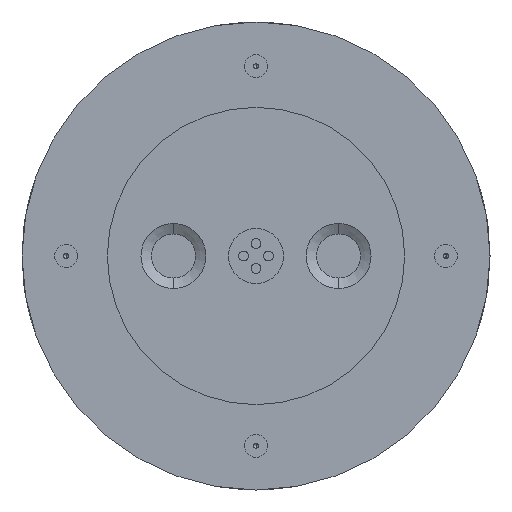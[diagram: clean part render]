
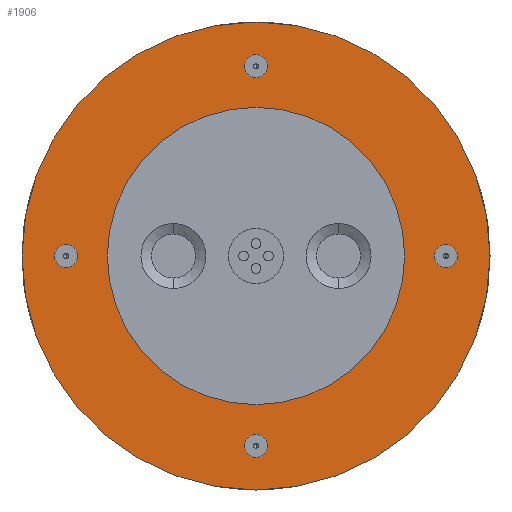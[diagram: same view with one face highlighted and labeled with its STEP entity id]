
A CAD part, left-side view. The second image highlights one B-rep face of the part: STEP entity #1906.
In plain terms, the highlighted planar face has unit normal (-1, 0, 0).
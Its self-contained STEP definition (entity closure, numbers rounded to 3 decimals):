
#6 = AXIS2_PLACEMENT_3D ( 'NONE', #425, #340, #334 ) ;
#123 = DIRECTION ( 'NONE',  ( 0., 0., 1. ) ) ;
#131 = DIRECTION ( 'NONE',  ( 0., 0., -1. ) ) ;
#160 = DIRECTION ( 'NONE',  ( -1., 0., 0. ) ) ;
#162 = AXIS2_PLACEMENT_3D ( 'NONE', #422, #206, #174 ) ;
#174 = DIRECTION ( 'NONE',  ( 0., 0., -1. ) ) ;
#179 = CARTESIAN_POINT ( 'NONE',  ( 2., -34.5, 0. ) ) ;
#206 = DIRECTION ( 'NONE',  ( 1., 0., 0. ) ) ;
#305 = CARTESIAN_POINT ( 'NONE',  ( 2., 0., 34.5 ) ) ;
#328 = AXIS2_PLACEMENT_3D ( 'NONE', #2874, #2856, #2842 ) ;
#334 = DIRECTION ( 'NONE',  ( 0., 0., 1. ) ) ;
#340 = DIRECTION ( 'NONE',  ( -1., 0., 0. ) ) ;
#408 = VERTEX_POINT ( 'NONE', #1300 ) ;
#411 = EDGE_CURVE ( 'NONE', #2079, #2136, #2664, .T. ) ;
#422 = CARTESIAN_POINT ( 'NONE',  ( 2., 0., 0. ) ) ;
#425 = CARTESIAN_POINT ( 'NONE',  ( 2., -34.5, 0. ) ) ;
#435 = ORIENTED_EDGE ( 'NONE', *, *, #1974, .F. ) ;
#442 = CARTESIAN_POINT ( 'NONE',  ( 2., 34.5, -2.1 ) ) ;
#533 = CARTESIAN_POINT ( 'NONE',  ( 2., 0., 0. ) ) ;
#644 = AXIS2_PLACEMENT_3D ( 'NONE', #2118, #2100, #1881 ) ;
#655 = EDGE_CURVE ( 'NONE', #1235, #1208, #774, .T. ) ;
#712 = PLANE ( 'NONE',  #162 ) ;
#772 = DIRECTION ( 'NONE',  ( 0., 0., -1. ) ) ;
#774 = CIRCLE ( 'NONE', #865, 42.5 ) ;
#782 = DIRECTION ( 'NONE',  ( 1., 0., 0. ) ) ;
#796 = CARTESIAN_POINT ( 'NONE',  ( 2., 0., 0. ) ) ;
#810 = DIRECTION ( 'NONE',  ( 0., 0., 1. ) ) ;
#819 = DIRECTION ( 'NONE',  ( 1., 0., 0. ) ) ;
#837 = DIRECTION ( 'NONE',  ( -1., 0., 0. ) ) ;
#850 = DIRECTION ( 'NONE',  ( -1., 0., 0. ) ) ;
#859 = CIRCLE ( 'NONE', #978, 2.1 ) ;
#865 = AXIS2_PLACEMENT_3D ( 'NONE', #2506, #2490, #2477 ) ;
#876 = EDGE_CURVE ( 'NONE', #2136, #2079, #3025, .T. ) ;
#934 = CIRCLE ( 'NONE', #644, 2.1 ) ;
#978 = AXIS2_PLACEMENT_3D ( 'NONE', #2910, #1185, #1156 ) ;
#989 = CIRCLE ( 'NONE', #2890, 27. ) ;
#1025 = CARTESIAN_POINT ( 'NONE',  ( 2., 34.5, 0. ) ) ;
#1027 = EDGE_CURVE ( 'NONE', #2728, #1898, #2865, .T. ) ;
#1031 = FACE_OUTER_BOUND ( 'NONE', #1825, .T. ) ;
#1057 = ORIENTED_EDGE ( 'NONE', *, *, #1984, .F. ) ;
#1067 = FACE_BOUND ( 'NONE', #1147, .T. ) ;
#1068 = EDGE_CURVE ( 'NONE', #1774, #2040, #2825, .T. ) ;
#1069 = FACE_BOUND ( 'NONE', #1115, .T. ) ;
#1073 = FACE_BOUND ( 'NONE', #1499, .T. ) ;
#1098 = FACE_BOUND ( 'NONE', #1927, .T. ) ;
#1101 = FACE_BOUND ( 'NONE', #2545, .T. ) ;
#1115 = EDGE_LOOP ( 'NONE', ( #2357, #1057 ) ) ;
#1147 = EDGE_LOOP ( 'NONE', ( #1298, #2984 ) ) ;
#1156 = DIRECTION ( 'NONE',  ( 0., 0., 1. ) ) ;
#1185 = DIRECTION ( 'NONE',  ( -1., 0., 0. ) ) ;
#1201 = CARTESIAN_POINT ( 'NONE',  ( 2., 0., -34.5 ) ) ;
#1208 = VERTEX_POINT ( 'NONE', #3066 ) ;
#1235 = VERTEX_POINT ( 'NONE', #3118 ) ;
#1267 = ORIENTED_EDGE ( 'NONE', *, *, #411, .F. ) ;
#1298 = ORIENTED_EDGE ( 'NONE', *, *, #1730, .F. ) ;
#1300 = CARTESIAN_POINT ( 'NONE',  ( 2., 0., -36.6 ) ) ;
#1324 = AXIS2_PLACEMENT_3D ( 'NONE', #1025, #850, #810 ) ;
#1340 = ORIENTED_EDGE ( 'NONE', *, *, #1522, .F. ) ;
#1351 = VERTEX_POINT ( 'NONE', #2609 ) ;
#1371 = AXIS2_PLACEMENT_3D ( 'NONE', #533, #1766, #131 ) ;
#1374 = AXIS2_PLACEMENT_3D ( 'NONE', #796, #782, #772 ) ;
#1405 = VERTEX_POINT ( 'NONE', #1824 ) ;
#1460 = DIRECTION ( 'NONE',  ( 0., 0., 1. ) ) ;
#1461 = CIRCLE ( 'NONE', #328, 2.1 ) ;
#1499 = EDGE_LOOP ( 'NONE', ( #2205, #2764 ) ) ;
#1522 = EDGE_CURVE ( 'NONE', #1208, #1235, #1808, .T. ) ;
#1532 = DIRECTION ( 'NONE',  ( 0., 0., 1. ) ) ;
#1600 = CIRCLE ( 'NONE', #2641, 2.1 ) ;
#1644 = EDGE_CURVE ( 'NONE', #2459, #408, #1600, .T. ) ;
#1654 = AXIS2_PLACEMENT_3D ( 'NONE', #305, #160, #123 ) ;
#1705 = DIRECTION ( 'NONE',  ( -1., 0., 0. ) ) ;
#1730 = EDGE_CURVE ( 'NONE', #2040, #1774, #1461, .T. ) ;
#1736 = CARTESIAN_POINT ( 'NONE',  ( 2., -34.5, -2.1 ) ) ;
#1766 = DIRECTION ( 'NONE',  ( 1., 0., 0. ) ) ;
#1774 = VERTEX_POINT ( 'NONE', #2160 ) ;
#1808 = CIRCLE ( 'NONE', #1374, 42.5 ) ;
#1824 = CARTESIAN_POINT ( 'NONE',  ( 2., 0., 27. ) ) ;
#1825 = EDGE_LOOP ( 'NONE', ( #2513, #1340 ) ) ;
#1881 = DIRECTION ( 'NONE',  ( 0., 0., 1. ) ) ;
#1898 = VERTEX_POINT ( 'NONE', #442 ) ;
#1906 = ADVANCED_FACE ( 'NONE', ( #1069, #1098, #1101, #1067, #1031, #1073 ), #712, .F. ) ;
#1916 = AXIS2_PLACEMENT_3D ( 'NONE', #179, #837, #1460 ) ;
#1927 = EDGE_LOOP ( 'NONE', ( #2032, #435 ) ) ;
#1974 = EDGE_CURVE ( 'NONE', #408, #2459, #934, .T. ) ;
#1984 = EDGE_CURVE ( 'NONE', #1898, #2728, #859, .T. ) ;
#2032 = ORIENTED_EDGE ( 'NONE', *, *, #1644, .F. ) ;
#2040 = VERTEX_POINT ( 'NONE', #3097 ) ;
#2079 = VERTEX_POINT ( 'NONE', #2652 ) ;
#2100 = DIRECTION ( 'NONE',  ( -1., 0., 0. ) ) ;
#2118 = CARTESIAN_POINT ( 'NONE',  ( 2., 0., -34.5 ) ) ;
#2136 = VERTEX_POINT ( 'NONE', #1736 ) ;
#2160 = CARTESIAN_POINT ( 'NONE',  ( 2., 0., 32.4 ) ) ;
#2205 = ORIENTED_EDGE ( 'NONE', *, *, #3045, .T. ) ;
#2270 = CARTESIAN_POINT ( 'NONE',  ( 2., 0., 0. ) ) ;
#2357 = ORIENTED_EDGE ( 'NONE', *, *, #1027, .F. ) ;
#2405 = EDGE_CURVE ( 'NONE', #1351, #1405, #3031, .T. ) ;
#2459 = VERTEX_POINT ( 'NONE', #2657 ) ;
#2477 = DIRECTION ( 'NONE',  ( 0., 0., -1. ) ) ;
#2490 = DIRECTION ( 'NONE',  ( 1., 0., 0. ) ) ;
#2506 = CARTESIAN_POINT ( 'NONE',  ( 2., 0., 0. ) ) ;
#2509 = DIRECTION ( 'NONE',  ( 0., 0., -1. ) ) ;
#2513 = ORIENTED_EDGE ( 'NONE', *, *, #655, .F. ) ;
#2545 = EDGE_LOOP ( 'NONE', ( #1267, #2791 ) ) ;
#2609 = CARTESIAN_POINT ( 'NONE',  ( 2., 0., -27. ) ) ;
#2641 = AXIS2_PLACEMENT_3D ( 'NONE', #1201, #1705, #1532 ) ;
#2652 = CARTESIAN_POINT ( 'NONE',  ( 2., -34.5, 2.1 ) ) ;
#2657 = CARTESIAN_POINT ( 'NONE',  ( 2., 0., -32.4 ) ) ;
#2664 = CIRCLE ( 'NONE', #1916, 2.1 ) ;
#2724 = CARTESIAN_POINT ( 'NONE',  ( 2., 34.5, 2.1 ) ) ;
#2728 = VERTEX_POINT ( 'NONE', #2724 ) ;
#2764 = ORIENTED_EDGE ( 'NONE', *, *, #2405, .T. ) ;
#2791 = ORIENTED_EDGE ( 'NONE', *, *, #876, .F. ) ;
#2825 = CIRCLE ( 'NONE', #1654, 2.1 ) ;
#2842 = DIRECTION ( 'NONE',  ( 0., 0., 1. ) ) ;
#2856 = DIRECTION ( 'NONE',  ( -1., 0., 0. ) ) ;
#2865 = CIRCLE ( 'NONE', #1324, 2.1 ) ;
#2874 = CARTESIAN_POINT ( 'NONE',  ( 2., 0., 34.5 ) ) ;
#2890 = AXIS2_PLACEMENT_3D ( 'NONE', #2270, #819, #2509 ) ;
#2910 = CARTESIAN_POINT ( 'NONE',  ( 2., 34.5, 0. ) ) ;
#2984 = ORIENTED_EDGE ( 'NONE', *, *, #1068, .F. ) ;
#3025 = CIRCLE ( 'NONE', #6, 2.1 ) ;
#3031 = CIRCLE ( 'NONE', #1371, 27. ) ;
#3045 = EDGE_CURVE ( 'NONE', #1405, #1351, #989, .T. ) ;
#3066 = CARTESIAN_POINT ( 'NONE',  ( 2., 0., -42.5 ) ) ;
#3097 = CARTESIAN_POINT ( 'NONE',  ( 2., 0., 36.6 ) ) ;
#3118 = CARTESIAN_POINT ( 'NONE',  ( 2., 0., 42.5 ) ) ;
